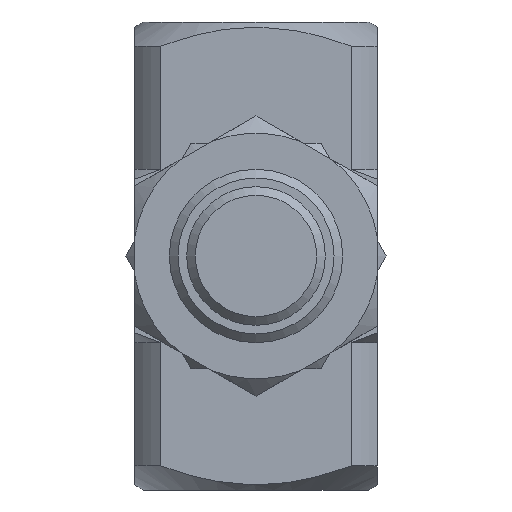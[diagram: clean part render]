
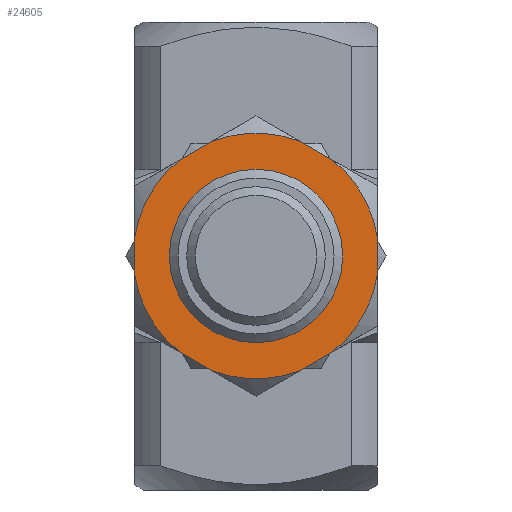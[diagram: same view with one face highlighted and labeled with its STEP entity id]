
A CAD part, front view. The second image highlights one B-rep face of the part: STEP entity #24605.
In plain terms, the highlighted planar face has unit normal (0, -1, 0).
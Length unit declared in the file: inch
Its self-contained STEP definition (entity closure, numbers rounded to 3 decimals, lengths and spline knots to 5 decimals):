
#3847=LINE($,#43230,#6340);
#3851=LINE($,#43255,#6344);
#3854=LINE($,#43277,#6347);
#3857=LINE($,#43299,#6350);
#3862=LINE($,#43335,#6355);
#3864=LINE($,#43363,#6357);
#6340=VECTOR($,#29913,0.13507);
#6344=VECTOR($,#29919,0.13507);
#6347=VECTOR($,#29924,0.13507);
#6350=VECTOR($,#29929,0.13507);
#6355=VECTOR($,#29936,0.13507);
#6357=VECTOR($,#29956,0.13507);
#6608=FACE_BOUND($,#9432,.T.);
#6609=FACE_BOUND($,#9433,.T.);
#9432=EDGE_LOOP($,(#22431));
#9433=EDGE_LOOP($,(#22432,#22433,#22434,#22435,#22436,#22437,#22438,#22439,
#22440,#22441,#22442,#22443));
#9510=CIRCLE($,#25540,0.3125);
#9521=CIRCLE($,#25563,0.44268);
#9522=CIRCLE($,#25564,0.44268);
#9523=CIRCLE($,#25565,0.44268);
#9524=CIRCLE($,#25566,0.44268);
#9525=CIRCLE($,#25567,0.44268);
#9526=CIRCLE($,#25568,0.44268);
#11853=VERTEX_POINT($,#43213);
#11856=VERTEX_POINT($,#43225);
#11857=VERTEX_POINT($,#43229);
#11864=VERTEX_POINT($,#43250);
#11865=VERTEX_POINT($,#43254);
#11870=VERTEX_POINT($,#43272);
#11871=VERTEX_POINT($,#43276);
#11876=VERTEX_POINT($,#43294);
#11877=VERTEX_POINT($,#43298);
#11881=VERTEX_POINT($,#43315);
#11886=VERTEX_POINT($,#43331);
#11890=VERTEX_POINT($,#43349);
#11891=VERTEX_POINT($,#43359);
#15363=EDGE_CURVE($,#11853,#11853,#9510,.T.);
#15368=EDGE_CURVE($,#11856,#11857,#3847,.T.);
#15376=EDGE_CURVE($,#11864,#11865,#3851,.T.);
#15383=EDGE_CURVE($,#11870,#11871,#3854,.T.);
#15390=EDGE_CURVE($,#11876,#11877,#3857,.T.);
#15402=EDGE_CURVE($,#11886,#11881,#3862,.T.);
#15415=EDGE_CURVE($,#11891,#11890,#3864,.T.);
#15416=EDGE_CURVE($,#11876,#11881,#9521,.T.);
#15417=EDGE_CURVE($,#11886,#11890,#9522,.T.);
#15418=EDGE_CURVE($,#11891,#11857,#9523,.T.);
#15419=EDGE_CURVE($,#11856,#11865,#9524,.T.);
#15420=EDGE_CURVE($,#11864,#11871,#9525,.T.);
#15421=EDGE_CURVE($,#11870,#11877,#9526,.T.);
#22431=ORIENTED_EDGE($,*,*,#15363,.F.);
#22432=ORIENTED_EDGE($,*,*,#15416,.T.);
#22433=ORIENTED_EDGE($,*,*,#15402,.F.);
#22434=ORIENTED_EDGE($,*,*,#15417,.T.);
#22435=ORIENTED_EDGE($,*,*,#15415,.F.);
#22436=ORIENTED_EDGE($,*,*,#15418,.T.);
#22437=ORIENTED_EDGE($,*,*,#15368,.F.);
#22438=ORIENTED_EDGE($,*,*,#15419,.T.);
#22439=ORIENTED_EDGE($,*,*,#15376,.F.);
#22440=ORIENTED_EDGE($,*,*,#15420,.T.);
#22441=ORIENTED_EDGE($,*,*,#15383,.F.);
#22442=ORIENTED_EDGE($,*,*,#15421,.T.);
#22443=ORIENTED_EDGE($,*,*,#15390,.F.);
#23296=PLANE($,#25562);
#24605=ADVANCED_FACE($,(#6608,#6609),#23296,.T.);
#25540=AXIS2_PLACEMENT_3D($,#43214,#29895,#29896);
#25562=AXIS2_PLACEMENT_3D($,#43364,#29957,#29958);
#25563=AXIS2_PLACEMENT_3D($,#43365,#29959,#29960);
#25564=AXIS2_PLACEMENT_3D($,#43366,#29961,#29962);
#25565=AXIS2_PLACEMENT_3D($,#43367,#29963,#29964);
#25566=AXIS2_PLACEMENT_3D($,#43368,#29965,#29966);
#25567=AXIS2_PLACEMENT_3D($,#43369,#29967,#29968);
#25568=AXIS2_PLACEMENT_3D($,#43370,#29969,#29970);
#29895=DIRECTION('center_axis',(0.,-1.,0.));
#29896=DIRECTION('ref_axis',(0.,0.,-1.));
#29913=DIRECTION($,(0.,0.,-1.));
#29919=DIRECTION($,(0.866,0.,-0.5));
#29924=DIRECTION($,(0.866,0.,0.5));
#29929=DIRECTION($,(0.,0.,1.));
#29936=DIRECTION($,(-0.866,0.,0.5));
#29956=DIRECTION($,(-0.866,0.,-0.5));
#29957=DIRECTION('center_axis',(0.,-1.,0.));
#29958=DIRECTION('ref_axis',(0.,0.,-1.));
#29959=DIRECTION('center_axis',(0.,-1.,0.));
#29960=DIRECTION('ref_axis',(0.,0.,1.));
#29961=DIRECTION('center_axis',(0.,-1.,0.));
#29962=DIRECTION('ref_axis',(0.,0.,1.));
#29963=DIRECTION('center_axis',(0.,-1.,0.));
#29964=DIRECTION('ref_axis',(0.,0.,1.));
#29965=DIRECTION('center_axis',(0.,-1.,0.));
#29966=DIRECTION('ref_axis',(0.,0.,1.));
#29967=DIRECTION('center_axis',(0.,-1.,0.));
#29968=DIRECTION('ref_axis',(0.,0.,1.));
#29969=DIRECTION('center_axis',(0.,-1.,0.));
#29970=DIRECTION('ref_axis',(0.,0.,1.));
#43213=CARTESIAN_POINT('',(0.,-1.1,0.3125));
#43214=CARTESIAN_POINT('Origin',(0.,-1.1,0.));
#43225=CARTESIAN_POINT('',(0.4375,-1.1,0.06753));
#43229=CARTESIAN_POINT('',(0.4375,-1.1,-0.06753));
#43230=CARTESIAN_POINT($,(0.4375,-1.1,0.06753));
#43250=CARTESIAN_POINT('',(0.16027,-1.1,0.41265));
#43254=CARTESIAN_POINT('',(0.27723,-1.1,0.34512));
#43255=CARTESIAN_POINT($,(0.16027,-1.1,0.41265));
#43272=CARTESIAN_POINT('',(-0.27723,-1.1,0.34512));
#43276=CARTESIAN_POINT('',(-0.16027,-1.1,0.41265));
#43277=CARTESIAN_POINT($,(-0.27723,-1.1,0.34512));
#43294=CARTESIAN_POINT('',(-0.4375,-1.1,-0.06753));
#43298=CARTESIAN_POINT('',(-0.4375,-1.1,0.06753));
#43299=CARTESIAN_POINT($,(-0.4375,-1.1,-0.06753));
#43315=CARTESIAN_POINT('',(-0.27723,-1.1,-0.34512));
#43331=CARTESIAN_POINT('',(-0.16027,-1.1,-0.41265));
#43335=CARTESIAN_POINT($,(-0.16027,-1.1,-0.41265));
#43349=CARTESIAN_POINT('',(0.16027,-1.1,-0.41265));
#43359=CARTESIAN_POINT('',(0.27723,-1.1,-0.34512));
#43363=CARTESIAN_POINT($,(0.27723,-1.1,-0.34512));
#43364=CARTESIAN_POINT('Origin',(-0.375,-1.1,0.));
#43365=CARTESIAN_POINT('Origin',(0.,-1.1,0.));
#43366=CARTESIAN_POINT('Origin',(0.,-1.1,0.));
#43367=CARTESIAN_POINT('Origin',(0.,-1.1,0.));
#43368=CARTESIAN_POINT('Origin',(0.,-1.1,0.));
#43369=CARTESIAN_POINT('Origin',(0.,-1.1,0.));
#43370=CARTESIAN_POINT('Origin',(0.,-1.1,0.));
